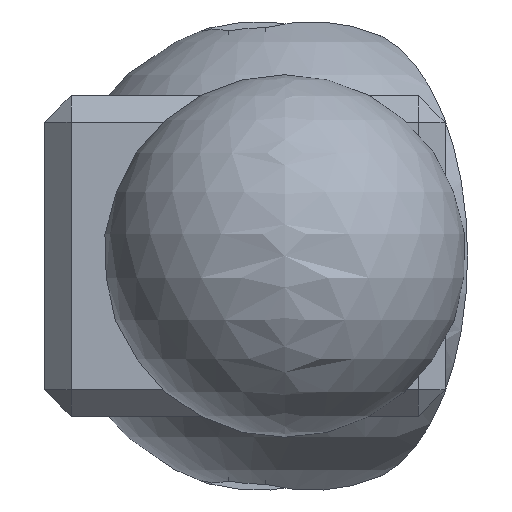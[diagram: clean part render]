
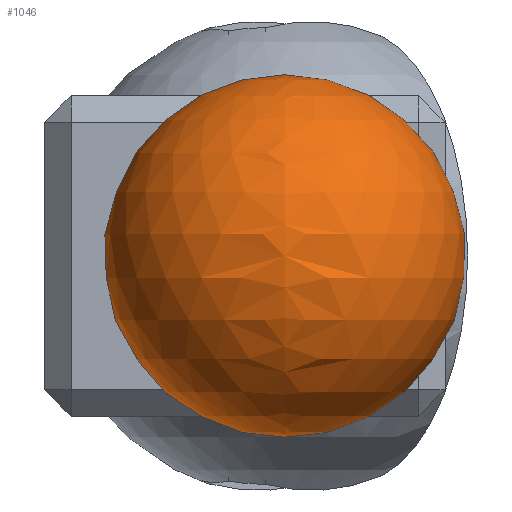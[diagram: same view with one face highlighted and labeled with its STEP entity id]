
A CAD part, left-side view. The second image highlights one B-rep face of the part: STEP entity #1046.
In plain terms, the highlighted spherical face has radius 3.393 mm.
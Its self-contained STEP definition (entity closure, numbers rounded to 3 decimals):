
#17=FACE_BOUND('',#220,.T.);
#20=SPHERICAL_SURFACE('',#1181,3.392);
#71=CIRCLE('',#1180,2.);
#72=CIRCLE('',#1182,3.392);
#156=FACE_OUTER_BOUND('',#219,.T.);
#219=EDGE_LOOP('',(#920,#921));
#220=EDGE_LOOP('',(#922));
#474=VERTEX_POINT('',#1835);
#475=VERTEX_POINT('',#1839);
#476=VERTEX_POINT('',#1840);
#627=EDGE_CURVE('',#474,#474,#71,.T.);
#628=EDGE_CURVE('',#475,#476,#72,.T.);
#920=ORIENTED_EDGE('',*,*,#628,.T.);
#921=ORIENTED_EDGE('',*,*,#628,.F.);
#922=ORIENTED_EDGE('',*,*,#627,.T.);
#1046=ADVANCED_FACE('',(#156,#17),#20,.T.);
#1180=AXIS2_PLACEMENT_3D('',#1837,#1501,#1502);
#1181=AXIS2_PLACEMENT_3D('',#1838,#1503,#1504);
#1182=AXIS2_PLACEMENT_3D('',#1841,#1505,#1506);
#1501=DIRECTION('center_axis',(-1.,0.,0.));
#1502=DIRECTION('ref_axis',(0.,0.,1.));
#1503=DIRECTION('center_axis',(0.,0.,1.));
#1504=DIRECTION('ref_axis',(1.,0.,0.));
#1505=DIRECTION('center_axis',(0.,-1.,0.));
#1506=DIRECTION('ref_axis',(-1.,0.,0.));
#1835=CARTESIAN_POINT('',(-20.021,3.,2.4));
#1837=CARTESIAN_POINT('Origin',(-20.021,3.,0.4));
#1838=CARTESIAN_POINT('Origin',(-22.762,3.,0.4));
#1839=CARTESIAN_POINT('',(-22.762,3.,3.792));
#1840=CARTESIAN_POINT('',(-22.762,3.,-2.992));
#1841=CARTESIAN_POINT('Origin',(-22.762,3.,0.4));
